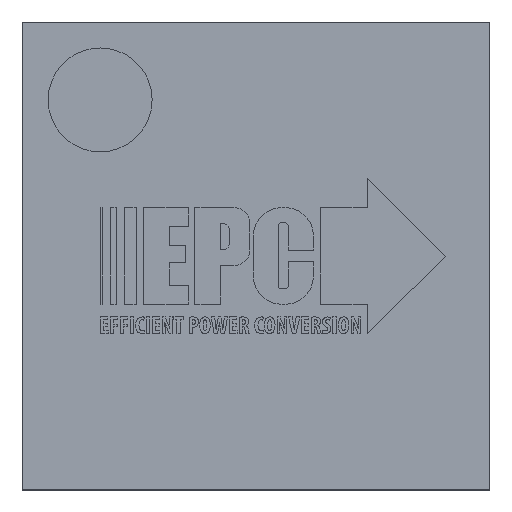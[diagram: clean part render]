
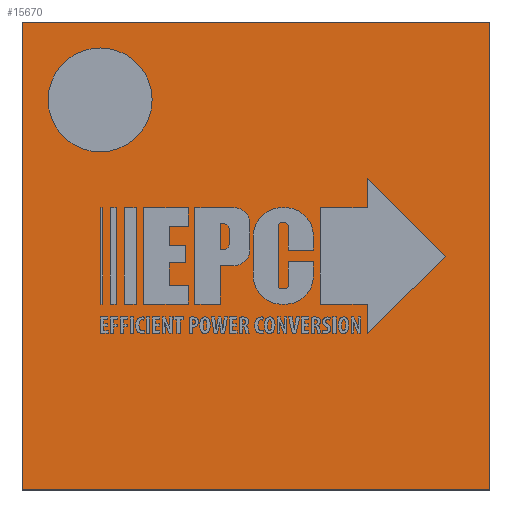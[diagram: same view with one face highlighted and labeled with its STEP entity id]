
A CAD part, top view. The second image highlights one B-rep face of the part: STEP entity #15670.
In plain terms, the highlighted planar face has unit normal (0, 0, 1).
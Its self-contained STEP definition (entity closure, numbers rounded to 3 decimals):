
#15541 = VERTEX_POINT('',#15542);
#15542 = CARTESIAN_POINT('',(-0.675,0.675,0.665));
#15548 = EDGE_CURVE('',#15541,#15549,#15551,.T.);
#15549 = VERTEX_POINT('',#15550);
#15550 = CARTESIAN_POINT('',(0.675,0.675,0.665));
#15551 = LINE('',#15552,#15553);
#15552 = CARTESIAN_POINT('',(-0.675,0.675,0.665));
#15553 = VECTOR('',#15554,1.);
#15554 = DIRECTION('',(1.,0.,0.));
#15579 = EDGE_CURVE('',#15549,#15580,#15582,.T.);
#15580 = VERTEX_POINT('',#15581);
#15581 = CARTESIAN_POINT('',(0.675,-0.675,0.665));
#15582 = LINE('',#15583,#15584);
#15583 = CARTESIAN_POINT('',(0.675,0.675,0.665));
#15584 = VECTOR('',#15585,1.);
#15585 = DIRECTION('',(0.,-1.,0.));
#15610 = EDGE_CURVE('',#15580,#15611,#15613,.T.);
#15611 = VERTEX_POINT('',#15612);
#15612 = CARTESIAN_POINT('',(-0.675,-0.675,0.665));
#15613 = LINE('',#15614,#15615);
#15614 = CARTESIAN_POINT('',(0.675,-0.675,0.665));
#15615 = VECTOR('',#15616,1.);
#15616 = DIRECTION('',(-1.,0.,0.));
#15641 = EDGE_CURVE('',#15611,#15541,#15642,.T.);
#15642 = LINE('',#15643,#15644);
#15643 = CARTESIAN_POINT('',(-0.675,-0.675,0.665));
#15644 = VECTOR('',#15645,1.);
#15645 = DIRECTION('',(0.,1.,0.));
#15670 = ADVANCED_FACE('',(#15671),#15677,.T.);
#15671 = FACE_BOUND('',#15672,.F.);
#15672 = EDGE_LOOP('',(#15673,#15674,#15675,#15676));
#15673 = ORIENTED_EDGE('',*,*,#15548,.T.);
#15674 = ORIENTED_EDGE('',*,*,#15579,.T.);
#15675 = ORIENTED_EDGE('',*,*,#15610,.T.);
#15676 = ORIENTED_EDGE('',*,*,#15641,.T.);
#15677 = PLANE('',#15678);
#15678 = AXIS2_PLACEMENT_3D('',#15679,#15680,#15681);
#15679 = CARTESIAN_POINT('',(-0.675,0.675,0.665));
#15680 = DIRECTION('',(-0.,0.,1.));
#15681 = DIRECTION('',(1.,0.,0.));
